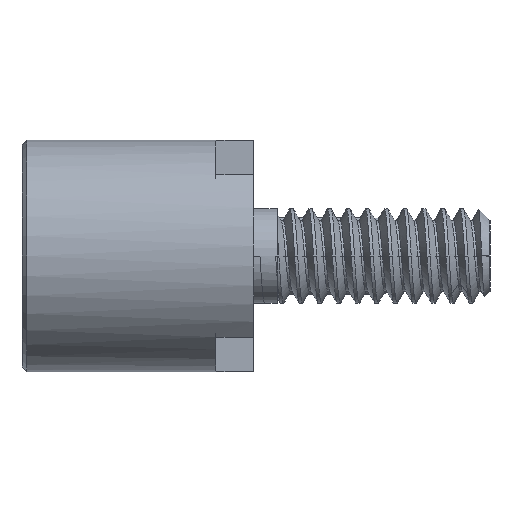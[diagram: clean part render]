
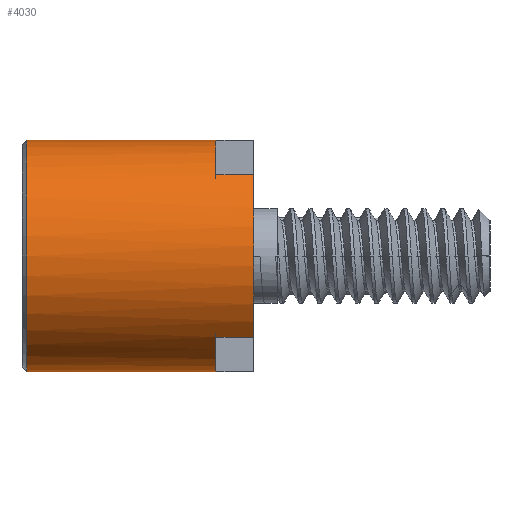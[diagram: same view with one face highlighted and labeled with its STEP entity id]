
A CAD part, left-side view. The second image highlights one B-rep face of the part: STEP entity #4030.
In plain terms, the highlighted cylindrical face has radius 2.45 mm (diameter 4.9 mm), a partial arc.
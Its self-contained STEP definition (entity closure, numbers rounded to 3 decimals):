
#1154=DIRECTION('',(0.,1.,0.));
#1155=VECTOR('',#1154,4.);
#1156=CARTESIAN_POINT('',(-7.025,-1.1,-2.45));
#1157=LINE('',#1156,#1155);
#1641=CARTESIAN_POINT('',(-7.025,-1.9,0.));
#1642=DIRECTION('',(0.,-1.,0.));
#1643=DIRECTION('',(-0.714,0.,0.7));
#1644=AXIS2_PLACEMENT_3D('',#1641,#1642,#1643);
#1692=CARTESIAN_POINT('',(-7.025,2.9,0.));
#1693=DIRECTION('',(0.,1.,0.));
#1694=DIRECTION('',(0.,0.,-1.));
#1695=AXIS2_PLACEMENT_3D('',#1692,#1693,#1694);
#1700=DIRECTION('',(0.,1.,0.));
#1701=VECTOR('',#1700,4.);
#1702=CARTESIAN_POINT('',(-7.025,-1.1,2.45));
#1703=LINE('',#1702,#1701);
#1707=CARTESIAN_POINT('',(-7.025,-1.1,0.));
#1708=DIRECTION('',(0.,-1.,0.));
#1709=DIRECTION('',(0.,0.,1.));
#1710=AXIS2_PLACEMENT_3D('',#1707,#1708,#1709);
#1715=DIRECTION('',(0.,-1.,0.));
#1716=VECTOR('',#1715,0.8);
#1717=CARTESIAN_POINT('',(-8.775,-1.1,1.715));
#1718=LINE('',#1717,#1716);
#1722=DIRECTION('',(0.,-1.,0.));
#1723=VECTOR('',#1722,0.8);
#1724=CARTESIAN_POINT('',(-8.775,-1.1,-1.715));
#1725=LINE('',#1724,#1723);
#1729=CARTESIAN_POINT('',(-7.025,-1.1,0.));
#1730=DIRECTION('',(0.,-1.,0.));
#1731=DIRECTION('',(-0.714,0.,-0.7));
#1732=AXIS2_PLACEMENT_3D('',#1729,#1730,#1731);
#2510=CARTESIAN_POINT('',(-8.775,-1.9,1.715));
#2511=CARTESIAN_POINT('',(-8.775,-1.9,-1.715));
#2512=VERTEX_POINT('',#2510);
#2513=VERTEX_POINT('',#2511);
#2518=CARTESIAN_POINT('',(-7.025,-1.1,2.45));
#2520=VERTEX_POINT('',#2518);
#2531=CARTESIAN_POINT('',(-7.025,-1.1,-2.45));
#2533=VERTEX_POINT('',#2531);
#2538=CARTESIAN_POINT('',(-8.775,-1.1,1.715));
#2539=VERTEX_POINT('',#2538);
#2540=CARTESIAN_POINT('',(-8.775,-1.1,-1.715));
#2541=VERTEX_POINT('',#2540);
#2658=CARTESIAN_POINT('',(-7.025,2.9,-2.45));
#2659=CARTESIAN_POINT('',(-7.025,2.9,2.45));
#2660=VERTEX_POINT('',#2658);
#2661=VERTEX_POINT('',#2659);
#4014=CARTESIAN_POINT('',(-7.025,-1.9,0.));
#4015=DIRECTION('',(0.,-1.,0.));
#4016=DIRECTION('',(1.,0.,0.));
#4017=AXIS2_PLACEMENT_3D('',#4014,#4015,#4016);
#4018=CYLINDRICAL_SURFACE('',#4017,2.45);
#4020=ORIENTED_EDGE('',*,*,#4019,.T.);
#4021=ORIENTED_EDGE('',*,*,#3886,.F.);
#4022=ORIENTED_EDGE('',*,*,#3826,.T.);
#4023=ORIENTED_EDGE('',*,*,#4006,.T.);
#4024=ORIENTED_EDGE('',*,*,#3957,.T.);
#4025=ORIENTED_EDGE('',*,*,#4009,.F.);
#4026=ORIENTED_EDGE('',*,*,#3822,.T.);
#4027=ORIENTED_EDGE('',*,*,#3647,.T.);
#4028=EDGE_LOOP('',(#4020,#4021,#4022,#4023,#4024,#4025,#4026,#4027));
#4029=FACE_OUTER_BOUND('',#4028,.F.);
#4030=ADVANCED_FACE('',(#4029),#4018,.T.);
#1645=CIRCLE('',#1644,2.45);
#1696=CIRCLE('',#1695,2.45);
#1711=CIRCLE('',#1710,2.45);
#1733=CIRCLE('',#1732,2.45);
#3647=EDGE_CURVE('',#2533,#2660,#1157,.T.);
#3822=EDGE_CURVE('',#2541,#2533,#1733,.T.);
#3826=EDGE_CURVE('',#2520,#2539,#1711,.T.);
#3886=EDGE_CURVE('',#2520,#2661,#1703,.T.);
#3957=EDGE_CURVE('',#2512,#2513,#1645,.T.);
#4006=EDGE_CURVE('',#2539,#2512,#1718,.T.);
#4009=EDGE_CURVE('',#2541,#2513,#1725,.T.);
#4019=EDGE_CURVE('',#2660,#2661,#1696,.T.);
